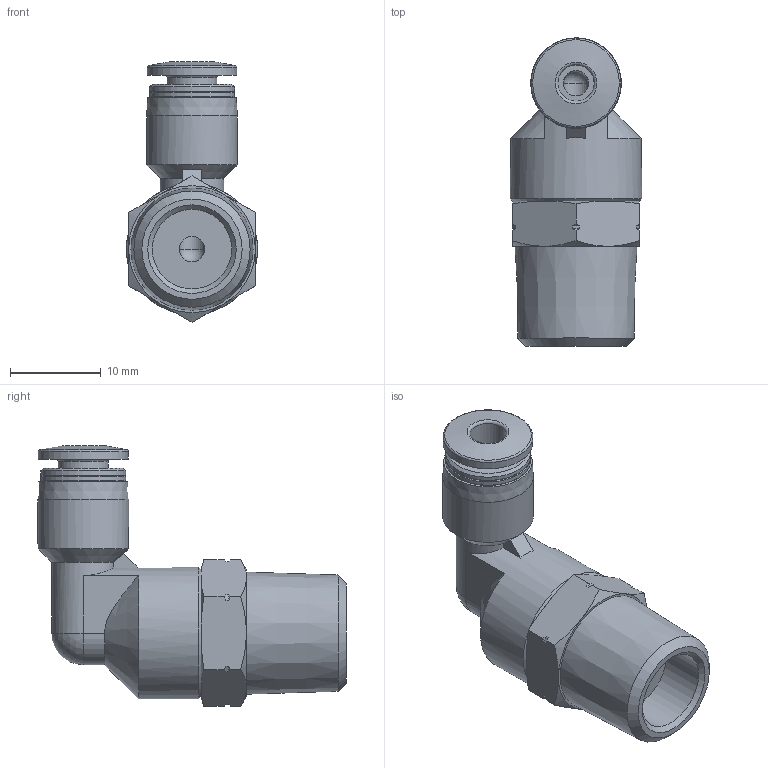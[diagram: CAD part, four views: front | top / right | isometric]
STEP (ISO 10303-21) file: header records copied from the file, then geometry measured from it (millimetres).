
FILE_DESCRIPTION(/* description */ ('STEP AP214'),/* implementation_level */ '2;1');
FILE_NAME(/* name */ '190659_QSL-1_4-4',/* time_stamp */ '2024-09-12T08:28:46+02:00',/* author */ ('License CC BY-ND 4.0'),/* organization */ ('CADENAS'),/* preprocessor_version */ 'ST-DEVELOPER v19.3',/* originating_system */ 'PARTsolutions',/* authorisation */ ' ');
FILE_SCHEMA (('AUTOMOTIVE_DESIGN {1 0 10303 214 3 1 1}'));
Length unit declared in the file: millimetre
Products named in the file (1): 190659 QSL-1/4-4
Bounding box: 14.5 x 34 x 28.78 mm (x, y, z)
Volume: 4424.5 mm3; surface area: 2660.4 mm2
Topology: 1 solids, 1 shells, 77 faces, 183 edges, 111 vertices
Faces by surface type: cone 36, cylinder 18, plane 18, torus 3, sphere 2
Full cylindrical faces by diameter (mm): 2.8 x2, 4 x1, 5.5 x1, 8.771 x1, 9.4 x2, 9.9 x1, 10 x1, 14.5 x1
Entity records: 2649 total; most frequent: CARTESIAN_POINT 508, DIRECTION 314, ORIENTED_EDGE 304, EDGE_CURVE 152, AXIS2_PLACEMENT_3D 139, EDGE_LOOP 108, FACE_BOUND 108, VERTEX_POINT 106
